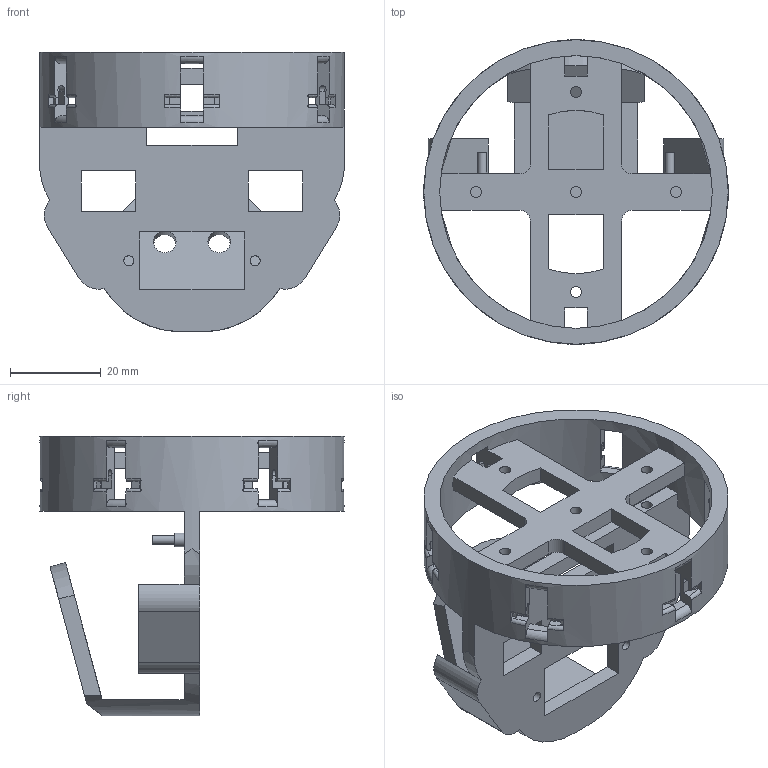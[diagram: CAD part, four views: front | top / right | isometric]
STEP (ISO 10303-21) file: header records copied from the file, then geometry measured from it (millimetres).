
FILE_DESCRIPTION(/* description */ (''),/* implementation_level */ '2;1');
FILE_NAME(/* name */ 'SS#504_Type4.step',/* time_stamp */ '2017-12-27T15:36:30+05:00',/* author */ (''),/* organization */ (''),/* preprocessor_version */ 'ST-DEVELOPER v16.13',/* originating_system */ 'Autodesk Translation Framework v6.5.0.72',/* authorisation */ '');
FILE_SCHEMA (('AUTOMOTIVE_DESIGN { 1 0 10303 214 3 1 1 }'));
Length unit declared in the file: millimetre
Products named in the file (1): Snake_head
Bounding box: 67 x 67 x 61.5 mm (x, y, z)
Volume: 26959.8 mm3; surface area: 21722 mm2
Topology: 1 solids, 1 shells, 435 faces, 1275 edges, 849 vertices
Faces by surface type: plane 249, bspline 101, cylinder 49, torus 36
Full cylindrical faces by diameter (mm): 1.95 x4, 2.2 x2, 2.5 x8, 3 x4, 5 x2, 60 x1, 67 x1
Entity records: 16035 total; most frequent: CARTESIAN_POINT 5009, ORIENTED_EDGE 2550, DIRECTION 1862, EDGE_CURVE 1275, VERTEX_POINT 849, LINE 754, VECTOR 754, AXIS2_PLACEMENT_3D 554
